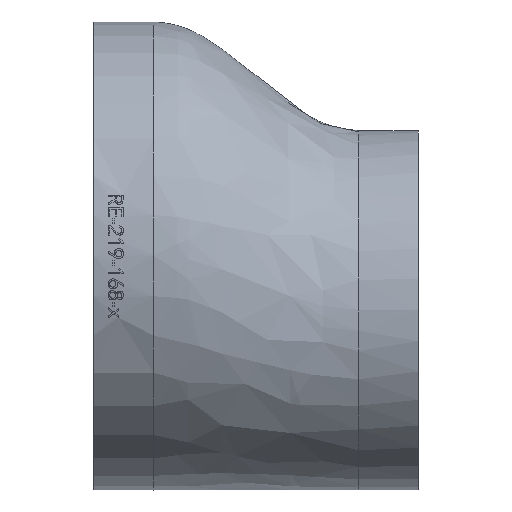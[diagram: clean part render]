
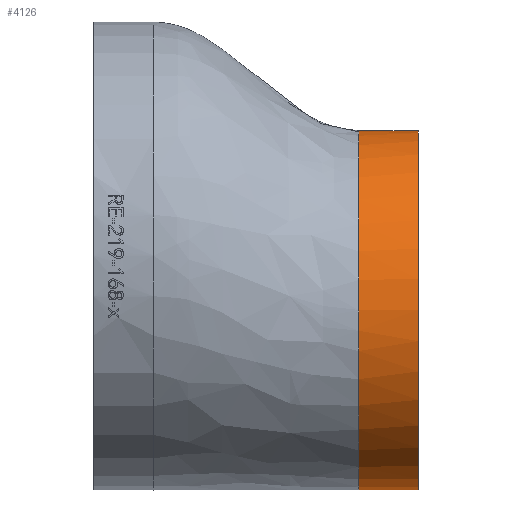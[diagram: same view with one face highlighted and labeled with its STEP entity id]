
A CAD part, top view. The second image highlights one B-rep face of the part: STEP entity #4126.
In plain terms, the highlighted cylindrical face has radius 84.15 mm (diameter 168.3 mm), a full revolution.
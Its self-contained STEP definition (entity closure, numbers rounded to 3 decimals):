
#881 = DIRECTION ( 'NONE',  ( 0., 0., 1. ) ) ;
#1008 = CARTESIAN_POINT ( 'NONE',  ( 124., -109.55, 22.317 ) ) ;
#1404 = AXIS2_PLACEMENT_3D ( 'NONE', #7698, #14736, #881 ) ;
#1752 = CARTESIAN_POINT ( 'NONE',  ( 152., -25.4, 84.15 ) ) ;
#2156 = CYLINDRICAL_SURFACE ( 'NONE', #1404, 84.15 ) ;
#2382 = CARTESIAN_POINT ( 'NONE',  ( 124., -100.684, 43.722 ) ) ;
#2463 = CARTESIAN_POINT ( 'NONE',  ( 124., 46.728, 46.878 ) ) ;
#2608 = CARTESIAN_POINT ( 'NONE',  ( 124., 58.75, -1.116 ) ) ;
#3473 = ORIENTED_EDGE ( 'NONE', *, *, #3611, .F. ) ;
#3611 = EDGE_CURVE ( 'NONE', #10027, #10027, #17487, .T. ) ;
#3636 = CARTESIAN_POINT ( 'NONE',  ( 124., -3.083, 84.15 ) ) ;
#3727 = CARTESIAN_POINT ( 'NONE',  ( 124., 18.322, -75.284 ) ) ;
#4126 = ADVANCED_FACE ( 'NONE', ( #6506, #9062 ), #2156, .T. ) ;
#4346 = DIRECTION ( 'NONE',  ( 0., 0., 1. ) ) ;
#4514 = EDGE_CURVE ( 'NONE', #8556, #8556, #12469, .T. ) ;
#5009 = CARTESIAN_POINT ( 'NONE',  ( 124., -69.122, -75.284 ) ) ;
#5092 = CARTESIAN_POINT ( 'NONE',  ( 124., 58.75, 0. ) ) ;
#5355 = CARTESIAN_POINT ( 'NONE',  ( 124., -109.55, -22.317 ) ) ;
#5697 = CARTESIAN_POINT ( 'NONE',  ( 152., -25.4, 0. ) ) ;
#6370 = CARTESIAN_POINT ( 'NONE',  ( 124., -69.122, 75.284 ) ) ;
#6463 = CARTESIAN_POINT ( 'NONE',  ( 124., 58.508, 6.667 ) ) ;
#6506 = FACE_OUTER_BOUND ( 'NONE', #7027, .T. ) ;
#6732 = CARTESIAN_POINT ( 'NONE',  ( 124., 58.706, 3.343 ) ) ;
#6780 = CARTESIAN_POINT ( 'NONE',  ( 124., 58.75, 0. ) ) ;
#7027 = EDGE_LOOP ( 'NONE', ( #10822 ) ) ;
#7698 = CARTESIAN_POINT ( 'NONE',  ( 126.827, -25.4, 0. ) ) ;
#8147 = CARTESIAN_POINT ( 'NONE',  ( 124., 58.706, -3.343 ) ) ;
#8556 = VERTEX_POINT ( 'NONE', #1752 ) ;
#9062 = FACE_OUTER_BOUND ( 'NONE', #17640, .T. ) ;
#9283 = CARTESIAN_POINT ( 'NONE',  ( 124., -47.717, 84.15 ) ) ;
#9510 = CARTESIAN_POINT ( 'NONE',  ( 124., 58.508, -6.667 ) ) ;
#10027 = VERTEX_POINT ( 'NONE', #14232 ) ;
#10822 = ORIENTED_EDGE ( 'NONE', *, *, #4514, .T. ) ;
#10894 = CARTESIAN_POINT ( 'NONE',  ( 124., 55.439, -29.64 ) ) ;
#11957 = CARTESIAN_POINT ( 'NONE',  ( 124., 58.75, 1.116 ) ) ;
#12221 = CARTESIAN_POINT ( 'NONE',  ( 124., 46.728, -46.878 ) ) ;
#12311 = CARTESIAN_POINT ( 'NONE',  ( 124., 55.439, 29.64 ) ) ;
#12469 = CIRCLE ( 'NONE', #17725, 84.15 ) ;
#13499 = CARTESIAN_POINT ( 'NONE',  ( 124., -100.684, -43.722 ) ) ;
#14232 = CARTESIAN_POINT ( 'NONE',  ( 124., 58.75, 0. ) ) ;
#14736 = DIRECTION ( 'NONE',  ( -1., 0., 0. ) ) ;
#14955 = CARTESIAN_POINT ( 'NONE',  ( 124., 58.18, 9.969 ) ) ;
#16156 = CARTESIAN_POINT ( 'NONE',  ( 124., -3.083, -84.15 ) ) ;
#16364 = DIRECTION ( 'NONE',  ( -1., 0., 0. ) ) ;
#17487 = B_SPLINE_CURVE_WITH_KNOTS ( 'NONE', 3,
 ( #6780, #2608, #8147, #9510, #17851, #10894, #12221, #3727, #16156, #17533, #5009, #13499, #5355, #1008, #2382, #6370, #9283, #3636, #17796, #2463, #12311, #14955, #6463, #6732, #11957, #5092 ),
 .UNSPECIFIED., .T., .F.,
 ( 4, 1, 1, 1, 1, 2, 2, 2, 2, 2, 2, 2, 1, 1, 1, 1, 4 ),
 ( 0., 0.006, 0.012, 0.019, 0.025, 0.125, 0.25, 0.375, 0.5, 0.625, 0.75, 0.875, 0.975, 0.981, 0.988, 0.994, 1. ),
 .UNSPECIFIED. ) ;
#17533 = CARTESIAN_POINT ( 'NONE',  ( 124., -47.717, -84.15 ) ) ;
#17640 = EDGE_LOOP ( 'NONE', ( #3473 ) ) ;
#17725 = AXIS2_PLACEMENT_3D ( 'NONE', #5697, #16364, #4346 ) ;
#17796 = CARTESIAN_POINT ( 'NONE',  ( 124., 18.322, 75.284 ) ) ;
#17851 = CARTESIAN_POINT ( 'NONE',  ( 124., 58.18, -9.969 ) ) ;
